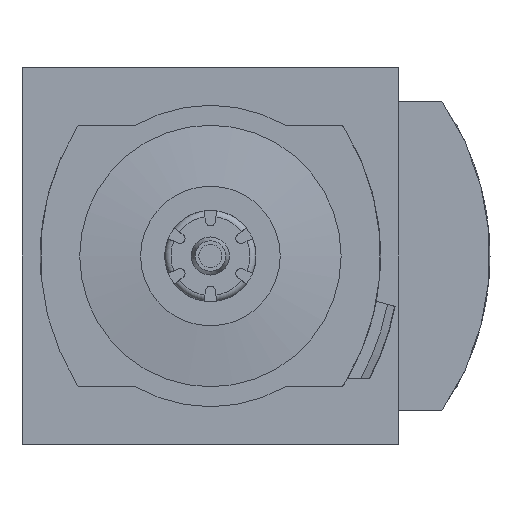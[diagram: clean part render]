
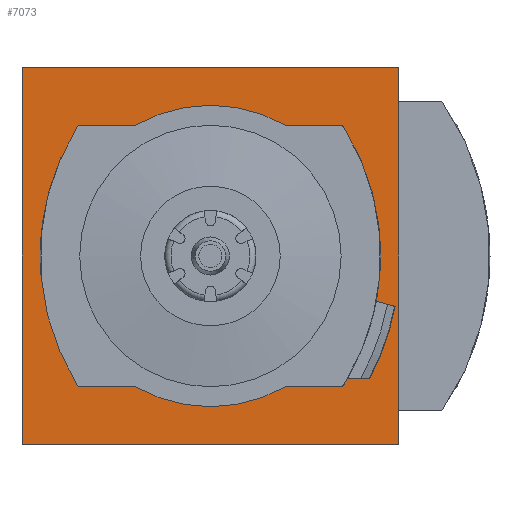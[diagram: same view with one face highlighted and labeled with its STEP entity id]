
A CAD part, front view. The second image highlights one B-rep face of the part: STEP entity #7073.
In plain terms, the highlighted planar face has unit normal (0, -1, 0).
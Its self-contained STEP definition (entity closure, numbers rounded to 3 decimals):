
#129=PLANE('',#7424);
#495=LINE('',#9932,#1064);
#496=LINE('',#9935,#1065);
#497=LINE('',#9937,#1066);
#498=LINE('',#9939,#1067);
#499=LINE('',#9940,#1068);
#500=LINE('',#9944,#1069);
#501=LINE('',#9947,#1070);
#502=LINE('',#9951,#1071);
#503=LINE('',#9956,#1072);
#504=LINE('',#9960,#1073);
#1064=VECTOR('',#8227,1000.);
#1065=VECTOR('',#8228,1000.);
#1066=VECTOR('',#8229,1000.);
#1067=VECTOR('',#8230,1000.);
#1068=VECTOR('',#8231,1000.);
#1069=VECTOR('',#8234,1000.);
#1070=VECTOR('',#8237,1000.);
#1071=VECTOR('',#8240,1000.);
#1072=VECTOR('',#8245,1000.);
#1073=VECTOR('',#8248,1000.);
#1458=CIRCLE('',#7416,40.);
#1460=CIRCLE('',#7418,40.);
#1464=CIRCLE('',#7423,40.);
#1465=CIRCLE('',#7425,41.2);
#1466=CIRCLE('',#7426,0.5);
#1467=CIRCLE('',#7427,24.8);
#1468=CIRCLE('',#7428,0.5);
#1469=CIRCLE('',#7429,0.5);
#1470=CIRCLE('',#7430,24.8);
#1471=CIRCLE('',#7431,0.5);
#1971=ORIENTED_EDGE('',*,*,#3417,.F.);
#1972=ORIENTED_EDGE('',*,*,#3418,.F.);
#1973=ORIENTED_EDGE('',*,*,#3419,.F.);
#1974=ORIENTED_EDGE('',*,*,#3420,.F.);
#1975=ORIENTED_EDGE('',*,*,#3406,.T.);
#1976=ORIENTED_EDGE('',*,*,#3421,.F.);
#1977=ORIENTED_EDGE('',*,*,#3422,.F.);
#1978=ORIENTED_EDGE('',*,*,#3423,.F.);
#1979=ORIENTED_EDGE('',*,*,#3402,.T.);
#1980=ORIENTED_EDGE('',*,*,#3424,.T.);
#1981=ORIENTED_EDGE('',*,*,#3425,.T.);
#1982=ORIENTED_EDGE('',*,*,#3426,.T.);
#1983=ORIENTED_EDGE('',*,*,#3427,.T.);
#1984=ORIENTED_EDGE('',*,*,#3428,.T.);
#1985=ORIENTED_EDGE('',*,*,#3414,.T.);
#1986=ORIENTED_EDGE('',*,*,#3429,.T.);
#1987=ORIENTED_EDGE('',*,*,#3430,.T.);
#1988=ORIENTED_EDGE('',*,*,#3431,.T.);
#1989=ORIENTED_EDGE('',*,*,#3432,.T.);
#1990=ORIENTED_EDGE('',*,*,#3433,.T.);
#3402=EDGE_CURVE('',#4126,#4125,#1458,.T.);
#3406=EDGE_CURVE('',#4122,#4129,#1460,.T.);
#3414=EDGE_CURVE('',#4134,#4137,#1464,.T.);
#3417=EDGE_CURVE('',#4138,#4139,#495,.T.);
#3418=EDGE_CURVE('',#4140,#4138,#496,.T.);
#3419=EDGE_CURVE('',#4141,#4140,#497,.T.);
#3420=EDGE_CURVE('',#4139,#4141,#498,.T.);
#3421=EDGE_CURVE('',#4142,#4129,#499,.T.);
#3422=EDGE_CURVE('',#4143,#4142,#1465,.F.);
#3423=EDGE_CURVE('',#4126,#4143,#500,.T.);
#3424=EDGE_CURVE('',#4125,#4144,#1466,.T.);
#3425=EDGE_CURVE('',#4144,#4145,#501,.T.);
#3426=EDGE_CURVE('',#4145,#4146,#1467,.T.);
#3427=EDGE_CURVE('',#4146,#4147,#502,.T.);
#3428=EDGE_CURVE('',#4147,#4134,#1468,.T.);
#3429=EDGE_CURVE('',#4137,#4148,#1469,.T.);
#3430=EDGE_CURVE('',#4148,#4149,#503,.T.);
#3431=EDGE_CURVE('',#4149,#4150,#1470,.T.);
#3432=EDGE_CURVE('',#4150,#4151,#504,.T.);
#3433=EDGE_CURVE('',#4151,#4122,#1471,.T.);
#4122=VERTEX_POINT('',#9897);
#4125=VERTEX_POINT('',#9902);
#4126=VERTEX_POINT('',#9904);
#4129=VERTEX_POINT('',#9910);
#4134=VERTEX_POINT('',#9922);
#4137=VERTEX_POINT('',#9927);
#4138=VERTEX_POINT('',#9933);
#4139=VERTEX_POINT('',#9934);
#4140=VERTEX_POINT('',#9936);
#4141=VERTEX_POINT('',#9938);
#4142=VERTEX_POINT('',#9941);
#4143=VERTEX_POINT('',#9943);
#4144=VERTEX_POINT('',#9946);
#4145=VERTEX_POINT('',#9948);
#4146=VERTEX_POINT('',#9950);
#4147=VERTEX_POINT('',#9952);
#4148=VERTEX_POINT('',#9955);
#4149=VERTEX_POINT('',#9957);
#4150=VERTEX_POINT('',#9959);
#4151=VERTEX_POINT('',#9961);
#4562=EDGE_LOOP('',(#1971,#1972,#1973,#1974));
#4563=EDGE_LOOP('',(#1975,#1976,#1977,#1978,#1979,#1980,#1981,#1982,#1983,
#1984,#1985,#1986,#1987,#1988,#1989,#1990));
#4910=FACE_BOUND('',#4562,.T.);
#4911=FACE_BOUND('',#4563,.T.);
#7073=ADVANCED_FACE('',(#4910,#4911),#129,.F.);
#7416=AXIS2_PLACEMENT_3D('',#9903,#8201,#8202);
#7418=AXIS2_PLACEMENT_3D('',#9911,#8207,#8208);
#7423=AXIS2_PLACEMENT_3D('',#9928,#8221,#8222);
#7424=AXIS2_PLACEMENT_3D('',#9931,#8225,#8226);
#7425=AXIS2_PLACEMENT_3D('',#9942,#8232,#8233);
#7426=AXIS2_PLACEMENT_3D('',#9945,#8235,#8236);
#7427=AXIS2_PLACEMENT_3D('',#9949,#8238,#8239);
#7428=AXIS2_PLACEMENT_3D('',#9953,#8241,#8242);
#7429=AXIS2_PLACEMENT_3D('',#9954,#8243,#8244);
#7430=AXIS2_PLACEMENT_3D('',#9958,#8246,#8247);
#7431=AXIS2_PLACEMENT_3D('',#9962,#8249,#8250);
#8201=DIRECTION('',(0.,1.,0.));
#8202=DIRECTION('',(1.,0.,0.));
#8207=DIRECTION('',(0.,1.,0.));
#8208=DIRECTION('',(1.,0.,0.));
#8221=DIRECTION('',(0.,1.,0.));
#8222=DIRECTION('',(1.,0.,0.));
#8225=DIRECTION('',(0.,1.,0.));
#8226=DIRECTION('',(0.,0.,1.));
#8227=DIRECTION('',(-1.,0.,0.));
#8228=DIRECTION('',(0.,0.,-1.));
#8229=DIRECTION('',(1.,0.,0.));
#8230=DIRECTION('',(0.,0.,1.));
#8231=DIRECTION('',(-0.966,0.,0.259));
#8232=DIRECTION('',(0.,1.,0.));
#8233=DIRECTION('',(0.,0.,1.));
#8234=DIRECTION('',(1.,0.,0.));
#8235=DIRECTION('',(0.,1.,0.));
#8236=DIRECTION('',(1.,0.,0.));
#8237=DIRECTION('',(-1.,0.,0.));
#8238=DIRECTION('',(0.,1.,0.));
#8239=DIRECTION('',(1.,0.,0.));
#8240=DIRECTION('',(-1.,0.,0.));
#8241=DIRECTION('',(0.,1.,0.));
#8242=DIRECTION('',(1.,0.,0.));
#8243=DIRECTION('',(0.,1.,0.));
#8244=DIRECTION('',(1.,0.,0.));
#8245=DIRECTION('',(1.,0.,0.));
#8246=DIRECTION('',(0.,1.,0.));
#8247=DIRECTION('',(1.,0.,0.));
#8248=DIRECTION('',(1.,0.,0.));
#8249=DIRECTION('',(0.,1.,0.));
#8250=DIRECTION('',(1.,0.,0.));
#9897=CARTESIAN_POINT('',(21.879,-45.5,21.266));
#9902=CARTESIAN_POINT('',(21.879,-45.5,-21.266));
#9903=CARTESIAN_POINT('',(-12.,-45.5,0.));
#9904=CARTESIAN_POINT('',(22.554,-45.5,-20.15));
#9910=CARTESIAN_POINT('',(27.298,-45.5,-7.463));
#9911=CARTESIAN_POINT('',(-12.,-45.5,0.));
#9922=CARTESIAN_POINT('',(-21.879,-45.5,-21.266));
#9927=CARTESIAN_POINT('',(-21.879,-45.5,21.266));
#9928=CARTESIAN_POINT('',(12.,-45.5,0.));
#9931=CARTESIAN_POINT('',(0.,-45.5,0.));
#9932=CARTESIAN_POINT('',(31.,-45.5,-31.));
#9933=CARTESIAN_POINT('',(31.,-45.5,-31.));
#9934=CARTESIAN_POINT('',(-31.,-45.5,-31.));
#9935=CARTESIAN_POINT('',(31.,-45.5,31.));
#9936=CARTESIAN_POINT('',(31.,-45.5,31.));
#9937=CARTESIAN_POINT('',(-31.,-45.5,31.));
#9938=CARTESIAN_POINT('',(-31.,-45.5,31.));
#9939=CARTESIAN_POINT('',(-31.,-45.5,-31.));
#9940=CARTESIAN_POINT('',(30.42,-45.5,-8.3));
#9941=CARTESIAN_POINT('',(28.46,-45.5,-7.775));
#9942=CARTESIAN_POINT('',(-12.,-45.5,0.));
#9943=CARTESIAN_POINT('',(23.936,-45.5,-20.15));
#9944=CARTESIAN_POINT('',(0.,-45.5,-20.15));
#9945=CARTESIAN_POINT('',(21.455,-45.5,-21.));
#9946=CARTESIAN_POINT('',(21.455,-45.5,-21.5));
#9947=CARTESIAN_POINT('',(21.455,-45.5,-21.5));
#9948=CARTESIAN_POINT('',(12.361,-45.5,-21.5));
#9949=CARTESIAN_POINT('',(0.,-45.5,0.));
#9950=CARTESIAN_POINT('',(-12.361,-45.5,-21.5));
#9951=CARTESIAN_POINT('',(-12.361,-45.5,-21.5));
#9952=CARTESIAN_POINT('',(-21.455,-45.5,-21.5));
#9953=CARTESIAN_POINT('',(-21.455,-45.5,-21.));
#9954=CARTESIAN_POINT('',(-21.455,-45.5,21.));
#9955=CARTESIAN_POINT('',(-21.455,-45.5,21.5));
#9956=CARTESIAN_POINT('',(-21.455,-45.5,21.5));
#9957=CARTESIAN_POINT('',(-12.361,-45.5,21.5));
#9958=CARTESIAN_POINT('',(0.,-45.5,0.));
#9959=CARTESIAN_POINT('',(12.361,-45.5,21.5));
#9960=CARTESIAN_POINT('',(12.361,-45.5,21.5));
#9961=CARTESIAN_POINT('',(21.455,-45.5,21.5));
#9962=CARTESIAN_POINT('',(21.455,-45.5,21.));
